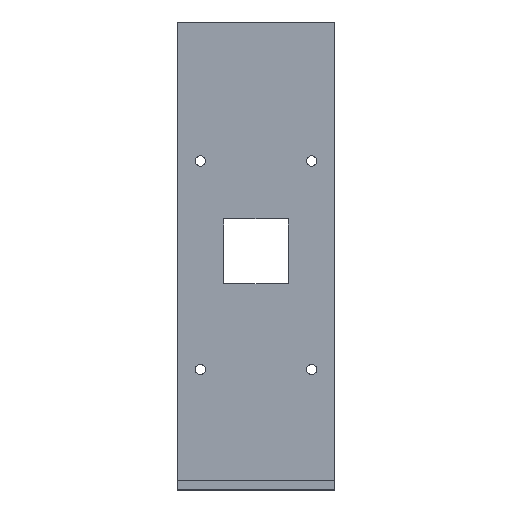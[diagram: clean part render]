
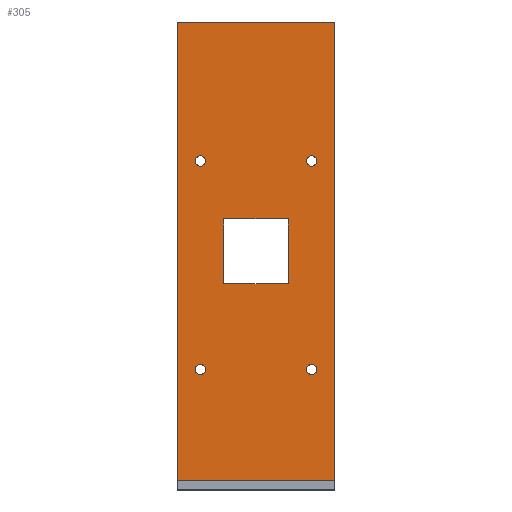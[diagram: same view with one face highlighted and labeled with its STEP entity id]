
A CAD part, top view. The second image highlights one B-rep face of the part: STEP entity #305.
In plain terms, the highlighted planar face has unit normal (0, 0, 1).
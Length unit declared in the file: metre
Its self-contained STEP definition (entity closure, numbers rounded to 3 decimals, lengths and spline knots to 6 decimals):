
#16=CIRCLE('',#335,0.0011);
#17=CIRCLE('',#336,0.0011);
#18=CIRCLE('',#337,0.0011);
#19=CIRCLE('',#338,0.0011);
#56=ORIENTED_EDGE('',*,*,#126,.T.);
#57=ORIENTED_EDGE('',*,*,#127,.T.);
#58=ORIENTED_EDGE('',*,*,#128,.T.);
#59=ORIENTED_EDGE('',*,*,#129,.T.);
#60=ORIENTED_EDGE('',*,*,#112,.F.);
#61=ORIENTED_EDGE('',*,*,#118,.F.);
#62=ORIENTED_EDGE('',*,*,#130,.F.);
#63=ORIENTED_EDGE('',*,*,#120,.F.);
#64=ORIENTED_EDGE('',*,*,#102,.F.);
#65=ORIENTED_EDGE('',*,*,#106,.T.);
#66=ORIENTED_EDGE('',*,*,#109,.T.);
#67=ORIENTED_EDGE('',*,*,#125,.F.);
#102=EDGE_CURVE('',#140,#141,#168,.T.);
#106=EDGE_CURVE('',#140,#143,#172,.T.);
#109=EDGE_CURVE('',#143,#145,#175,.T.);
#112=EDGE_CURVE('',#148,#149,#178,.T.);
#118=EDGE_CURVE('',#153,#148,#184,.T.);
#120=EDGE_CURVE('',#149,#155,#186,.T.);
#125=EDGE_CURVE('',#141,#145,#191,.T.);
#126=EDGE_CURVE('',#158,#158,#16,.T.);
#127=EDGE_CURVE('',#159,#159,#17,.T.);
#128=EDGE_CURVE('',#160,#160,#18,.T.);
#129=EDGE_CURVE('',#161,#161,#19,.T.);
#130=EDGE_CURVE('',#155,#153,#192,.T.);
#140=VERTEX_POINT('',#437);
#141=VERTEX_POINT('',#439);
#143=VERTEX_POINT('',#445);
#145=VERTEX_POINT('',#451);
#148=VERTEX_POINT('',#458);
#149=VERTEX_POINT('',#460);
#153=VERTEX_POINT('',#470);
#155=VERTEX_POINT('',#476);
#158=VERTEX_POINT('',#487);
#159=VERTEX_POINT('',#489);
#160=VERTEX_POINT('',#491);
#161=VERTEX_POINT('',#493);
#168=LINE('',#438,#198);
#172=LINE('',#446,#202);
#175=LINE('',#452,#205);
#178=LINE('',#459,#208);
#184=LINE('',#471,#214);
#186=LINE('',#475,#216);
#191=LINE('',#484,#221);
#192=LINE('',#494,#222);
#198=VECTOR('',#357,1.);
#202=VECTOR('',#363,1.);
#205=VECTOR('',#368,1.);
#208=VECTOR('',#373,1.);
#214=VECTOR('',#381,1.);
#216=VECTOR('',#385,1.);
#221=VECTOR('',#392,1.);
#222=VECTOR('',#403,1.);
#233=EDGE_LOOP('',(#56));
#234=EDGE_LOOP('',(#57));
#235=EDGE_LOOP('',(#58));
#236=EDGE_LOOP('',(#59));
#237=EDGE_LOOP('',(#60,#61,#62,#63));
#238=EDGE_LOOP('',(#64,#65,#66,#67));
#263=FACE_BOUND('',#233,.T.);
#264=FACE_BOUND('',#234,.T.);
#265=FACE_BOUND('',#235,.T.);
#266=FACE_BOUND('',#236,.T.);
#267=FACE_BOUND('',#237,.T.);
#268=FACE_BOUND('',#238,.T.);
#293=PLANE('',#334);
#305=ADVANCED_FACE('',(#263,#264,#265,#266,#267,#268),#293,.T.);
#334=AXIS2_PLACEMENT_3D('',#485,#393,#394);
#335=AXIS2_PLACEMENT_3D('',#486,#395,#396);
#336=AXIS2_PLACEMENT_3D('',#488,#397,#398);
#337=AXIS2_PLACEMENT_3D('',#490,#399,#400);
#338=AXIS2_PLACEMENT_3D('',#492,#401,#402);
#357=DIRECTION('',(0.,-1.,0.));
#363=DIRECTION('',(1.,0.,0.));
#368=DIRECTION('',(0.,-1.,0.));
#373=DIRECTION('',(1.,0.,0.));
#381=DIRECTION('',(0.,1.,0.));
#385=DIRECTION('',(0.,-1.,0.));
#392=DIRECTION('',(1.,0.,0.));
#393=DIRECTION('',(0.,0.,1.));
#394=DIRECTION('',(1.,0.,0.));
#395=DIRECTION('',(0.,0.,-1.));
#396=DIRECTION('',(-1.,0.,0.));
#397=DIRECTION('',(0.,0.,-1.));
#398=DIRECTION('',(-1.,0.,0.));
#399=DIRECTION('',(0.,0.,-1.));
#400=DIRECTION('',(-1.,0.,0.));
#401=DIRECTION('',(0.,0.,-1.));
#402=DIRECTION('',(-1.,0.,0.));
#403=DIRECTION('',(-1.,0.,0.));
#437=CARTESIAN_POINT('',(-0.007,0.007,0.0015));
#438=CARTESIAN_POINT('',(-0.007,0.,0.0015));
#439=CARTESIAN_POINT('',(-0.007,-0.007,0.0015));
#445=CARTESIAN_POINT('',(0.007,0.007,0.0015));
#446=CARTESIAN_POINT('',(0.,0.007,0.0015));
#451=CARTESIAN_POINT('',(0.007,-0.007,0.0015));
#452=CARTESIAN_POINT('',(0.007,0.,0.0015));
#458=CARTESIAN_POINT('',(-0.017,0.0495,0.0015));
#459=CARTESIAN_POINT('',(0.,0.0495,0.0015));
#460=CARTESIAN_POINT('',(0.017,0.0495,0.0015));
#470=CARTESIAN_POINT('',(-0.017,-0.0495,0.0015));
#471=CARTESIAN_POINT('',(-0.017,0.,0.0015));
#475=CARTESIAN_POINT('',(0.017,0.,0.0015));
#476=CARTESIAN_POINT('',(0.017,-0.0495,0.0015));
#484=CARTESIAN_POINT('',(0.,-0.007,0.0015));
#485=CARTESIAN_POINT('',(0.,0.,0.0015));
#486=CARTESIAN_POINT('',(0.012,0.0195,0.0015));
#487=CARTESIAN_POINT('',(0.0109,0.0195,0.0015));
#488=CARTESIAN_POINT('',(-0.012,-0.0255,0.0015));
#489=CARTESIAN_POINT('',(-0.0131,-0.0255,0.0015));
#490=CARTESIAN_POINT('',(0.012,-0.0255,0.0015));
#491=CARTESIAN_POINT('',(0.0109,-0.0255,0.0015));
#492=CARTESIAN_POINT('',(-0.012,0.0195,0.0015));
#493=CARTESIAN_POINT('',(-0.0131,0.0195,0.0015));
#494=CARTESIAN_POINT('',(0.,-0.0495,0.0015));
